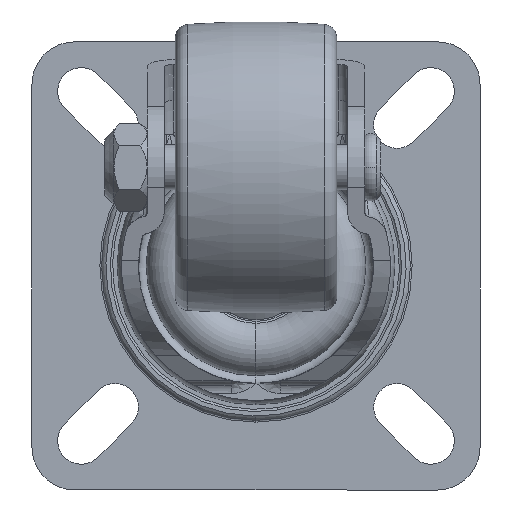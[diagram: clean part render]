
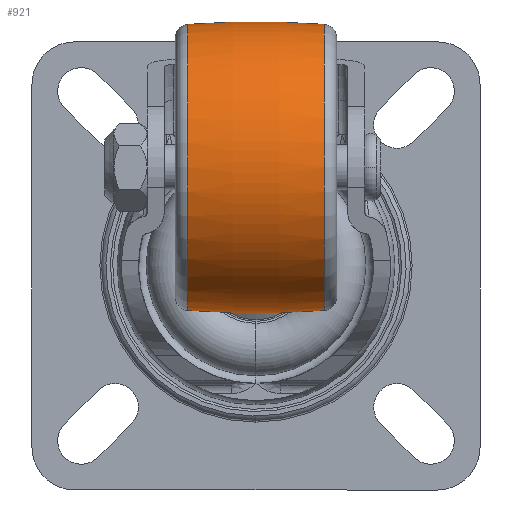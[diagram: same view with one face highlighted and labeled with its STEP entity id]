
A CAD part, front view. The second image highlights one B-rep face of the part: STEP entity #921.
In plain terms, the highlighted toroidal (fillet/blend) face has major radius 167.5 mm and minor radius 200 mm.
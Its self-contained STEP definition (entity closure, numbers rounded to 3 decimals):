
#874 = EDGE_LOOP ( 'NONE', ( #922, #926, #928, #930 ) ) ;
#921 = ADVANCED_FACE ( 'NONE', ( #4795 ), #4793, .T. ) ;
#922 = ORIENTED_EDGE ( 'NONE', *, *, #923, .T. ) ;
#923 = EDGE_CURVE ( 'NONE', #924, #925, #4789, .T. ) ;
#924 = VERTEX_POINT ( 'NONE', #4848 ) ;
#925 = VERTEX_POINT ( 'NONE', #4847 ) ;
#926 = ORIENTED_EDGE ( 'NONE', *, *, #927, .T. ) ;
#927 = EDGE_CURVE ( 'NONE', #925, #940, #4846, .T. ) ;
#928 = ORIENTED_EDGE ( 'NONE', *, *, #929, .F. ) ;
#929 = EDGE_CURVE ( 'NONE', #941, #940, #4841, .T. ) ;
#930 = ORIENTED_EDGE ( 'NONE', *, *, #931, .F. ) ;
#931 = EDGE_CURVE ( 'NONE', #924, #941, #4836, .T. ) ;
#940 = VERTEX_POINT ( 'NONE', #4878 ) ;
#941 = VERTEX_POINT ( 'NONE', #4877 ) ;
#4789 = CIRCLE ( 'NONE', #4852, 31.919 ) ;
#4790 = DIRECTION ( 'NONE',  ( 0., 0., 1. ) ) ;
#4791 = DIRECTION ( 'NONE',  ( 1., 0., 0. ) ) ;
#4792 = AXIS2_PLACEMENT_3D ( 'NONE', #4794, #4791, #4790 ) ;
#4793 = TOROIDAL_SURFACE ( 'NONE', #4792, -167.5, 200. ) ;
#4794 = CARTESIAN_POINT ( 'NONE',  ( 233.401, 152.092, 0. ) ) ;
#4795 = FACE_OUTER_BOUND ( 'NONE', #874, .T. ) ;
#4832 = DIRECTION ( 'NONE',  ( 0., 0., 1. ) ) ;
#4833 = DIRECTION ( 'NONE',  ( 0., 1., 0. ) ) ;
#4834 = CARTESIAN_POINT ( 'NONE',  ( 233.401, 152.092, -167.5 ) ) ;
#4835 = AXIS2_PLACEMENT_3D ( 'NONE', #4834, #4833, #4832 ) ;
#4836 = CIRCLE ( 'NONE', #4835, 200. ) ;
#4837 = DIRECTION ( 'NONE',  ( 0., 0., -1. ) ) ;
#4838 = DIRECTION ( 'NONE',  ( 1., 0., 0. ) ) ;
#4839 = CARTESIAN_POINT ( 'NONE',  ( 248.629, 152.092, 0. ) ) ;
#4840 = AXIS2_PLACEMENT_3D ( 'NONE', #4839, #4838, #4837 ) ;
#4841 = CIRCLE ( 'NONE', #4840, 31.919 ) ;
#4842 = DIRECTION ( 'NONE',  ( 0., 0., -1. ) ) ;
#4843 = DIRECTION ( 'NONE',  ( 0., -1., 0. ) ) ;
#4844 = CARTESIAN_POINT ( 'NONE',  ( 233.401, 152.092, 167.5 ) ) ;
#4845 = AXIS2_PLACEMENT_3D ( 'NONE', #4844, #4843, #4842 ) ;
#4846 = CIRCLE ( 'NONE', #4845, 200. ) ;
#4847 = CARTESIAN_POINT ( 'NONE',  ( 218.172, 152.092, -31.919 ) ) ;
#4848 = CARTESIAN_POINT ( 'NONE',  ( 218.172, 152.092, 31.919 ) ) ;
#4849 = DIRECTION ( 'NONE',  ( 0., 0., -1. ) ) ;
#4850 = DIRECTION ( 'NONE',  ( 1., 0., 0. ) ) ;
#4851 = CARTESIAN_POINT ( 'NONE',  ( 218.172, 152.092, 0. ) ) ;
#4852 = AXIS2_PLACEMENT_3D ( 'NONE', #4851, #4850, #4849 ) ;
#4877 = CARTESIAN_POINT ( 'NONE',  ( 248.629, 152.092, 31.919 ) ) ;
#4878 = CARTESIAN_POINT ( 'NONE',  ( 248.629, 152.092, -31.919 ) ) ;
